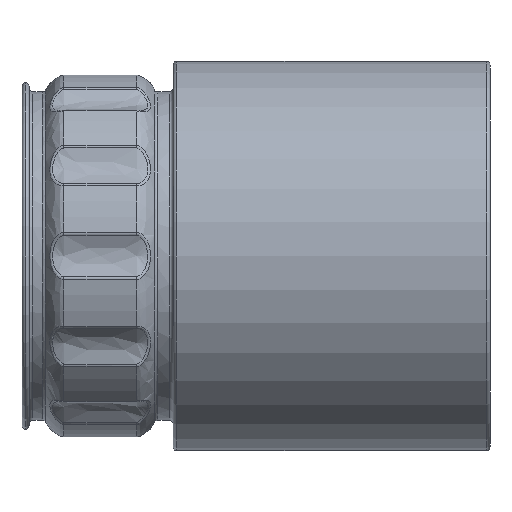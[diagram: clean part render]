
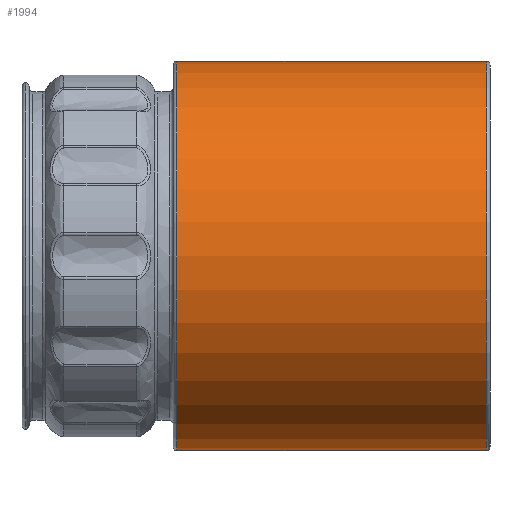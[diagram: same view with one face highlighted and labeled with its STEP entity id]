
A CAD part, front view. The second image highlights one B-rep face of the part: STEP entity #1994.
In plain terms, the highlighted cylindrical face has radius 21.325 mm (diameter 42.65 mm), a full revolution.
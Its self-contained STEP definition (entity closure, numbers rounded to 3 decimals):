
#262=LINE('',#3223,#316);
#316=VECTOR('',#2482,21.325);
#447=CYLINDRICAL_SURFACE('',#2181,21.325);
#489=FACE_OUTER_BOUND('',#635,.T.);
#635=EDGE_LOOP('',(#1389,#1390,#1391,#1392,#1393,#1394));
#800=CIRCLE('',#2182,21.325);
#801=CIRCLE('',#2183,21.325);
#802=CIRCLE('',#2184,21.325);
#803=CIRCLE('',#2185,21.325);
#884=VERTEX_POINT('',#3219);
#885=VERTEX_POINT('',#3220);
#886=VERTEX_POINT('',#3222);
#887=VERTEX_POINT('',#3224);
#1067=EDGE_CURVE('',#884,#885,#800,.T.);
#1068=EDGE_CURVE('',#885,#886,#262,.T.);
#1069=EDGE_CURVE('',#886,#887,#801,.T.);
#1070=EDGE_CURVE('',#887,#886,#802,.T.);
#1071=EDGE_CURVE('',#885,#884,#803,.T.);
#1389=ORIENTED_EDGE('',*,*,#1067,.T.);
#1390=ORIENTED_EDGE('',*,*,#1068,.T.);
#1391=ORIENTED_EDGE('',*,*,#1069,.T.);
#1392=ORIENTED_EDGE('',*,*,#1070,.T.);
#1393=ORIENTED_EDGE('',*,*,#1068,.F.);
#1394=ORIENTED_EDGE('',*,*,#1071,.T.);
#1994=ADVANCED_FACE('',(#489),#447,.T.);
#2181=AXIS2_PLACEMENT_3D('',#3218,#2478,#2479);
#2182=AXIS2_PLACEMENT_3D('',#3221,#2480,#2481);
#2183=AXIS2_PLACEMENT_3D('',#3225,#2483,#2484);
#2184=AXIS2_PLACEMENT_3D('',#3226,#2485,#2486);
#2185=AXIS2_PLACEMENT_3D('',#3227,#2487,#2488);
#2478=DIRECTION('center_axis',(1.,0.,0.));
#2479=DIRECTION('ref_axis',(0.,0.,-1.));
#2480=DIRECTION('center_axis',(-1.,0.,0.));
#2481=DIRECTION('ref_axis',(0.,-1.,0.));
#2482=DIRECTION('',(-1.,0.,0.));
#2483=DIRECTION('center_axis',(1.,0.,0.));
#2484=DIRECTION('ref_axis',(0.,-1.,0.));
#2485=DIRECTION('center_axis',(1.,0.,0.));
#2486=DIRECTION('ref_axis',(0.,-1.,0.));
#2487=DIRECTION('center_axis',(-1.,0.,0.));
#2488=DIRECTION('ref_axis',(0.,-1.,0.));
#3218=CARTESIAN_POINT('Origin',(-52.528,52.678,56.684));
#3219=CARTESIAN_POINT('',(-12.928,74.003,56.684));
#3220=CARTESIAN_POINT('',(-12.928,52.678,78.009));
#3221=CARTESIAN_POINT('Origin',(-12.928,52.678,56.684));
#3222=CARTESIAN_POINT('',(-46.858,52.678,78.009));
#3223=CARTESIAN_POINT('',(-52.528,52.678,78.009));
#3224=CARTESIAN_POINT('',(-46.858,74.003,56.684));
#3225=CARTESIAN_POINT('Origin',(-46.858,52.678,56.684));
#3226=CARTESIAN_POINT('Origin',(-46.858,52.678,56.684));
#3227=CARTESIAN_POINT('Origin',(-12.928,52.678,56.684));
